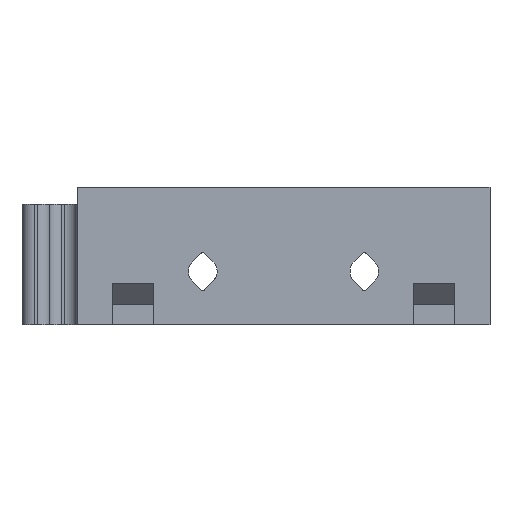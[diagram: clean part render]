
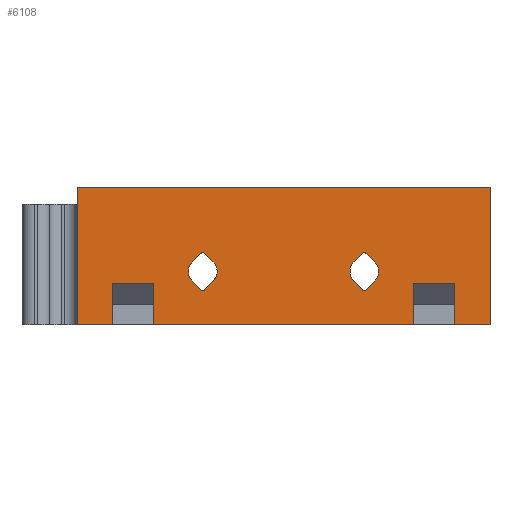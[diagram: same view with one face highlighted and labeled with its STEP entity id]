
A CAD part, front view. The second image highlights one B-rep face of the part: STEP entity #6108.
In plain terms, the highlighted planar face has unit normal (0, -1, 0).
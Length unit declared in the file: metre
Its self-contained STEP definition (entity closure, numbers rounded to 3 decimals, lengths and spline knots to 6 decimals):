
#277=CIRCLE('',#6560,0.002075);
#278=CIRCLE('',#6561,0.0004);
#279=CIRCLE('',#6562,0.002075);
#280=CIRCLE('',#6563,0.0004);
#281=CIRCLE('',#6564,0.002075);
#282=CIRCLE('',#6565,0.0004);
#283=CIRCLE('',#6566,0.002075);
#284=CIRCLE('',#6567,0.0004);
#989=ORIENTED_EDGE('',*,*,#2791,.F.);
#990=ORIENTED_EDGE('',*,*,#2543,.F.);
#991=ORIENTED_EDGE('',*,*,#2792,.T.);
#992=ORIENTED_EDGE('',*,*,#2317,.T.);
#993=ORIENTED_EDGE('',*,*,#2793,.T.);
#994=ORIENTED_EDGE('',*,*,#2491,.F.);
#995=ORIENTED_EDGE('',*,*,#2794,.T.);
#996=ORIENTED_EDGE('',*,*,#2795,.T.);
#997=ORIENTED_EDGE('',*,*,#2796,.F.);
#998=ORIENTED_EDGE('',*,*,#2487,.F.);
#999=ORIENTED_EDGE('',*,*,#2797,.T.);
#1000=ORIENTED_EDGE('',*,*,#2798,.F.);
#1001=ORIENTED_EDGE('',*,*,#2799,.F.);
#1002=ORIENTED_EDGE('',*,*,#2800,.F.);
#1003=ORIENTED_EDGE('',*,*,#2801,.F.);
#1004=ORIENTED_EDGE('',*,*,#2802,.F.);
#1005=ORIENTED_EDGE('',*,*,#2803,.T.);
#1006=ORIENTED_EDGE('',*,*,#2804,.F.);
#1007=ORIENTED_EDGE('',*,*,#2805,.T.);
#1008=ORIENTED_EDGE('',*,*,#2806,.F.);
#1009=ORIENTED_EDGE('',*,*,#2807,.F.);
#1010=ORIENTED_EDGE('',*,*,#2808,.F.);
#1011=ORIENTED_EDGE('',*,*,#2809,.F.);
#1012=ORIENTED_EDGE('',*,*,#2810,.F.);
#1013=ORIENTED_EDGE('',*,*,#2811,.T.);
#1014=ORIENTED_EDGE('',*,*,#2812,.F.);
#1015=ORIENTED_EDGE('',*,*,#2813,.T.);
#1016=ORIENTED_EDGE('',*,*,#2814,.F.);
#2317=EDGE_CURVE('',#3259,#3258,#3870,.F.);
#2487=EDGE_CURVE('',#3404,#3405,#3984,.F.);
#2491=EDGE_CURVE('',#3408,#3409,#3988,.F.);
#2543=EDGE_CURVE('',#3460,#3461,#4016,.F.);
#2791=EDGE_CURVE('',#3461,#3652,#4174,.T.);
#2792=EDGE_CURVE('',#3460,#3259,#4175,.T.);
#2793=EDGE_CURVE('',#3258,#3409,#4176,.T.);
#2794=EDGE_CURVE('',#3408,#3653,#4177,.T.);
#2795=EDGE_CURVE('',#3653,#3654,#4178,.T.);
#2796=EDGE_CURVE('',#3405,#3654,#4179,.T.);
#2797=EDGE_CURVE('',#3404,#3655,#4180,.T.);
#2798=EDGE_CURVE('',#3652,#3655,#4181,.T.);
#2799=EDGE_CURVE('',#3656,#3657,#4182,.T.);
#2800=EDGE_CURVE('',#3658,#3656,#277,.T.);
#2801=EDGE_CURVE('',#3659,#3658,#4183,.T.);
#2802=EDGE_CURVE('',#3660,#3659,#278,.T.);
#2803=EDGE_CURVE('',#3660,#3661,#4184,.T.);
#2804=EDGE_CURVE('',#3662,#3661,#279,.T.);
#2805=EDGE_CURVE('',#3662,#3663,#4185,.T.);
#2806=EDGE_CURVE('',#3657,#3663,#280,.T.);
#2807=EDGE_CURVE('',#3664,#3665,#4186,.T.);
#2808=EDGE_CURVE('',#3666,#3664,#281,.T.);
#2809=EDGE_CURVE('',#3667,#3666,#4187,.T.);
#2810=EDGE_CURVE('',#3668,#3667,#282,.T.);
#2811=EDGE_CURVE('',#3668,#3669,#4188,.T.);
#2812=EDGE_CURVE('',#3670,#3669,#283,.T.);
#2813=EDGE_CURVE('',#3670,#3671,#4189,.T.);
#2814=EDGE_CURVE('',#3665,#3671,#284,.T.);
#3258=VERTEX_POINT('',#8441);
#3259=VERTEX_POINT('',#8443);
#3404=VERTEX_POINT('',#8852);
#3405=VERTEX_POINT('',#8854);
#3408=VERTEX_POINT('',#8860);
#3409=VERTEX_POINT('',#8862);
#3460=VERTEX_POINT('',#8964);
#3461=VERTEX_POINT('',#8966);
#3652=VERTEX_POINT('',#9518);
#3653=VERTEX_POINT('',#9522);
#3654=VERTEX_POINT('',#9524);
#3655=VERTEX_POINT('',#9527);
#3656=VERTEX_POINT('',#9530);
#3657=VERTEX_POINT('',#9531);
#3658=VERTEX_POINT('',#9533);
#3659=VERTEX_POINT('',#9535);
#3660=VERTEX_POINT('',#9537);
#3661=VERTEX_POINT('',#9539);
#3662=VERTEX_POINT('',#9541);
#3663=VERTEX_POINT('',#9543);
#3664=VERTEX_POINT('',#9546);
#3665=VERTEX_POINT('',#9547);
#3666=VERTEX_POINT('',#9549);
#3667=VERTEX_POINT('',#9551);
#3668=VERTEX_POINT('',#9553);
#3669=VERTEX_POINT('',#9555);
#3670=VERTEX_POINT('',#9557);
#3671=VERTEX_POINT('',#9559);
#3870=LINE('',#8442,#4509);
#3984=LINE('',#8853,#4623);
#3988=LINE('',#8861,#4627);
#4016=LINE('',#8965,#4655);
#4174=LINE('',#9517,#4813);
#4175=LINE('',#9519,#4814);
#4176=LINE('',#9520,#4815);
#4177=LINE('',#9521,#4816);
#4178=LINE('',#9523,#4817);
#4179=LINE('',#9525,#4818);
#4180=LINE('',#9526,#4819);
#4181=LINE('',#9528,#4820);
#4182=LINE('',#9529,#4821);
#4183=LINE('',#9534,#4822);
#4184=LINE('',#9538,#4823);
#4185=LINE('',#9542,#4824);
#4186=LINE('',#9545,#4825);
#4187=LINE('',#9550,#4826);
#4188=LINE('',#9554,#4827);
#4189=LINE('',#9558,#4828);
#4509=VECTOR('',#6849,1.);
#4623=VECTOR('',#7091,1.);
#4627=VECTOR('',#7095,1.);
#4655=VECTOR('',#7171,1.);
#4813=VECTOR('',#7535,1.);
#4814=VECTOR('',#7536,1.);
#4815=VECTOR('',#7537,1.);
#4816=VECTOR('',#7538,1.);
#4817=VECTOR('',#7539,1.);
#4818=VECTOR('',#7540,1.);
#4819=VECTOR('',#7541,1.);
#4820=VECTOR('',#7542,1.);
#4821=VECTOR('',#7543,1.);
#4822=VECTOR('',#7546,1.);
#4823=VECTOR('',#7549,1.);
#4824=VECTOR('',#7552,1.);
#4825=VECTOR('',#7555,1.);
#4826=VECTOR('',#7558,1.);
#4827=VECTOR('',#7561,1.);
#4828=VECTOR('',#7564,1.);
#5234=EDGE_LOOP('',(#989,#990,#991,#992,#993,#994,#995,#996,#997,#998,#999,
#1000));
#5235=EDGE_LOOP('',(#1001,#1002,#1003,#1004,#1005,#1006,#1007,#1008));
#5236=EDGE_LOOP('',(#1009,#1010,#1011,#1012,#1013,#1014,#1015,#1016));
#5581=FACE_BOUND('',#5234,.T.);
#5582=FACE_BOUND('',#5235,.T.);
#5583=FACE_BOUND('',#5236,.T.);
#5883=PLANE('',#6559);
#6108=ADVANCED_FACE('',(#5581,#5582,#5583),#5883,.T.);
#6559=AXIS2_PLACEMENT_3D('',#9516,#7533,#7534);
#6560=AXIS2_PLACEMENT_3D('',#9532,#7544,#7545);
#6561=AXIS2_PLACEMENT_3D('',#9536,#7547,#7548);
#6562=AXIS2_PLACEMENT_3D('',#9540,#7550,#7551);
#6563=AXIS2_PLACEMENT_3D('',#9544,#7553,#7554);
#6564=AXIS2_PLACEMENT_3D('',#9548,#7556,#7557);
#6565=AXIS2_PLACEMENT_3D('',#9552,#7559,#7560);
#6566=AXIS2_PLACEMENT_3D('',#9556,#7562,#7563);
#6567=AXIS2_PLACEMENT_3D('',#9560,#7565,#7566);
#6849=DIRECTION('',(1.,0.,0.));
#7091=DIRECTION('',(1.,0.,0.));
#7095=DIRECTION('',(1.,0.,0.));
#7171=DIRECTION('',(1.,0.,0.));
#7533=DIRECTION('',(0.,-1.,0.));
#7534=DIRECTION('',(1.,0.,0.));
#7535=DIRECTION('',(0.,0.,1.));
#7536=DIRECTION('',(0.,0.,1.));
#7537=DIRECTION('',(0.,0.,-1.));
#7538=DIRECTION('',(0.,0.,1.));
#7539=DIRECTION('',(1.,0.,0.));
#7540=DIRECTION('',(0.,0.,1.));
#7541=DIRECTION('',(0.,0.,1.));
#7542=DIRECTION('',(-1.,0.,0.));
#7543=DIRECTION('',(0.707,0.,-0.707));
#7544=DIRECTION('',(0.,-1.,0.));
#7545=DIRECTION('',(1.,0.,0.));
#7546=DIRECTION('',(-0.707,0.,-0.707));
#7547=DIRECTION('',(0.,-1.,0.));
#7548=DIRECTION('',(1.,0.,0.));
#7549=DIRECTION('',(0.707,0.,-0.707));
#7550=DIRECTION('',(0.,-1.,0.));
#7551=DIRECTION('',(1.,0.,0.));
#7552=DIRECTION('',(-0.707,0.,-0.707));
#7553=DIRECTION('',(0.,-1.,0.));
#7554=DIRECTION('',(1.,0.,0.));
#7555=DIRECTION('',(0.707,0.,-0.707));
#7556=DIRECTION('',(0.,-1.,0.));
#7557=DIRECTION('',(1.,0.,0.));
#7558=DIRECTION('',(-0.707,0.,-0.707));
#7559=DIRECTION('',(0.,-1.,0.));
#7560=DIRECTION('',(1.,0.,0.));
#7561=DIRECTION('',(0.707,0.,-0.707));
#7562=DIRECTION('',(0.,-1.,0.));
#7563=DIRECTION('',(1.,0.,0.));
#7564=DIRECTION('',(-0.707,0.,-0.707));
#7565=DIRECTION('',(0.,-1.,0.));
#7566=DIRECTION('',(1.,0.,0.));
#8441=CARTESIAN_POINT('',(1.59,1.230025,0.38));
#8442=CARTESIAN_POINT('',(1.397889,1.230025,0.38));
#8443=CARTESIAN_POINT('',(1.65,1.230025,0.38));
#8852=CARTESIAN_POINT('',(1.638904,1.230025,0.36));
#8853=CARTESIAN_POINT('',(1.697889,1.230025,0.36));
#8854=CARTESIAN_POINT('',(1.601096,1.230025,0.36));
#8860=CARTESIAN_POINT('',(1.595096,1.230025,0.36));
#8861=CARTESIAN_POINT('',(1.697889,1.230025,0.36));
#8862=CARTESIAN_POINT('',(1.59,1.230025,0.36));
#8964=CARTESIAN_POINT('',(1.65,1.230025,0.36));
#8965=CARTESIAN_POINT('',(1.697889,1.230025,0.36));
#8966=CARTESIAN_POINT('',(1.644904,1.230025,0.36));
#9516=CARTESIAN_POINT('',(1.397889,1.230025,0.38));
#9517=CARTESIAN_POINT('',(1.644904,1.230025,0.36));
#9518=CARTESIAN_POINT('',(1.644904,1.230025,0.366));
#9519=CARTESIAN_POINT('',(1.65,1.230025,0.38));
#9520=CARTESIAN_POINT('',(1.59,1.230025,0.38));
#9521=CARTESIAN_POINT('',(1.595096,1.230025,0.36));
#9522=CARTESIAN_POINT('',(1.595096,1.230025,0.366));
#9523=CARTESIAN_POINT('',(1.598096,1.230025,0.366));
#9524=CARTESIAN_POINT('',(1.601096,1.230025,0.366));
#9525=CARTESIAN_POINT('',(1.601096,1.230025,0.36));
#9526=CARTESIAN_POINT('',(1.638904,1.230025,0.36));
#9527=CARTESIAN_POINT('',(1.638904,1.230025,0.366));
#9528=CARTESIAN_POINT('',(1.641904,1.230025,0.366));
#9529=CARTESIAN_POINT('',(1.507211,1.230025,0.489322));
#9530=CARTESIAN_POINT('',(1.630266,1.230025,0.366266));
#9531=CARTESIAN_POINT('',(1.631451,1.230025,0.365082));
#9532=CARTESIAN_POINT('',(1.631733,1.230025,0.367733));
#9533=CARTESIAN_POINT('',(1.630266,1.230025,0.369201));
#9534=CARTESIAN_POINT('',(1.519477,1.230025,0.258412));
#9535=CARTESIAN_POINT('',(1.631451,1.230025,0.370385));
#9536=CARTESIAN_POINT('',(1.631733,1.230025,0.370102));
#9537=CARTESIAN_POINT('',(1.632016,1.230025,0.370385));
#9538=CARTESIAN_POINT('',(1.510145,1.230025,0.492256));
#9539=CARTESIAN_POINT('',(1.633201,1.230025,0.369201));
#9540=CARTESIAN_POINT('',(1.631733,1.230025,0.367733));
#9541=CARTESIAN_POINT('',(1.633201,1.230025,0.366266));
#9542=CARTESIAN_POINT('',(1.522412,1.230025,0.255477));
#9543=CARTESIAN_POINT('',(1.632016,1.230025,0.365082));
#9544=CARTESIAN_POINT('',(1.631733,1.230025,0.365365));
#9545=CARTESIAN_POINT('',(1.495477,1.230025,0.477588));
#9546=CARTESIAN_POINT('',(1.606799,1.230025,0.366266));
#9547=CARTESIAN_POINT('',(1.607984,1.230025,0.365082));
#9548=CARTESIAN_POINT('',(1.608267,1.230025,0.367733));
#9549=CARTESIAN_POINT('',(1.606799,1.230025,0.369201));
#9550=CARTESIAN_POINT('',(1.507744,1.230025,0.270145));
#9551=CARTESIAN_POINT('',(1.607984,1.230025,0.370385));
#9552=CARTESIAN_POINT('',(1.608267,1.230025,0.370102));
#9553=CARTESIAN_POINT('',(1.608549,1.230025,0.370385));
#9554=CARTESIAN_POINT('',(1.498412,1.230025,0.480523));
#9555=CARTESIAN_POINT('',(1.609734,1.230025,0.369201));
#9556=CARTESIAN_POINT('',(1.608267,1.230025,0.367733));
#9557=CARTESIAN_POINT('',(1.609734,1.230025,0.366266));
#9558=CARTESIAN_POINT('',(1.510678,1.230025,0.267211));
#9559=CARTESIAN_POINT('',(1.608549,1.230025,0.365082));
#9560=CARTESIAN_POINT('',(1.608267,1.230025,0.365365));
